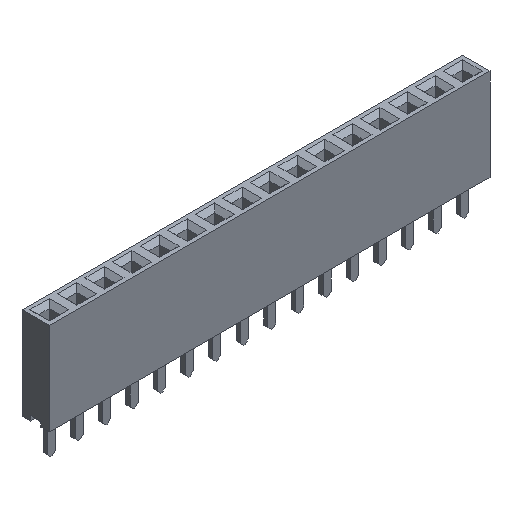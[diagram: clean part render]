
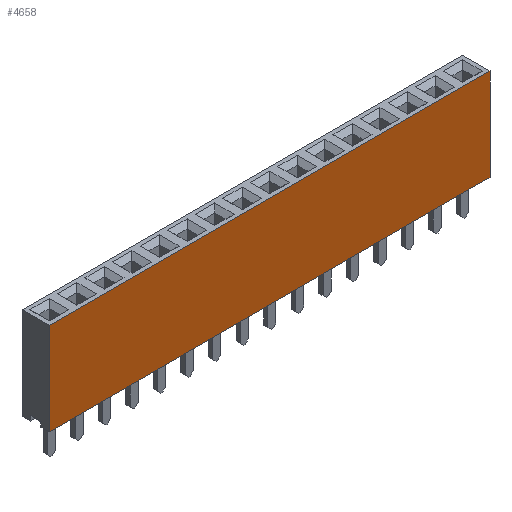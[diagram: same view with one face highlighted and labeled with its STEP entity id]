
A CAD part, isometric view. The second image highlights one B-rep face of the part: STEP entity #4658.
In plain terms, the highlighted planar face has unit normal (0, -1, 0).
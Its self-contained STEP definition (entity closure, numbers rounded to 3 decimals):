
#236=FACE_OUTER_BOUND('',#534,.T.);
#534=EDGE_LOOP('',(#3699,#3700,#3701,#3702));
#701=LINE('',#6404,#1333);
#770=LINE('',#6543,#1402);
#989=LINE('',#6994,#1621);
#993=LINE('',#7001,#1625);
#1333=VECTOR('',#5189,10.);
#1402=VECTOR('',#5266,10.);
#1621=VECTOR('',#5727,10.);
#1625=VECTOR('',#5735,10.);
#1947=VERTEX_POINT('',#6401);
#1948=VERTEX_POINT('',#6403);
#2014=VERTEX_POINT('',#6542);
#2125=VERTEX_POINT('',#6993);
#2365=EDGE_CURVE('',#1947,#1948,#701,.T.);
#2434=EDGE_CURVE('',#1948,#2014,#770,.T.);
#2653=EDGE_CURVE('',#2125,#2014,#989,.T.);
#2657=EDGE_CURVE('',#2125,#1947,#993,.T.);
#3699=ORIENTED_EDGE('',*,*,#2653,.T.);
#3700=ORIENTED_EDGE('',*,*,#2434,.F.);
#3701=ORIENTED_EDGE('',*,*,#2365,.F.);
#3702=ORIENTED_EDGE('',*,*,#2657,.F.);
#4376=PLANE('',#4971);
#4658=ADVANCED_FACE('',(#236),#4376,.T.);
#4971=AXIS2_PLACEMENT_3D('',#7070,#5807,#5808);
#5189=DIRECTION('',(1.,0.,0.));
#5266=DIRECTION('',(0.,0.,-1.));
#5727=DIRECTION('',(1.,0.,0.));
#5735=DIRECTION('',(0.,0.,1.));
#5807=DIRECTION('center_axis',(0.,-1.,0.));
#5808=DIRECTION('ref_axis',(1.,0.,0.));
#6401=CARTESIAN_POINT('',(-20.32,-1.25,8.6));
#6403=CARTESIAN_POINT('',(20.32,-1.25,8.6));
#6404=CARTESIAN_POINT('',(-20.32,-1.25,8.6));
#6542=CARTESIAN_POINT('',(20.32,-1.25,0.1));
#6543=CARTESIAN_POINT('',(20.32,-1.25,0.1));
#6993=CARTESIAN_POINT('',(-20.32,-1.25,0.1));
#6994=CARTESIAN_POINT('',(-20.32,-1.25,0.1));
#7001=CARTESIAN_POINT('',(-20.32,-1.25,0.1));
#7070=CARTESIAN_POINT('Origin',(-20.32,-1.25,0.1));
